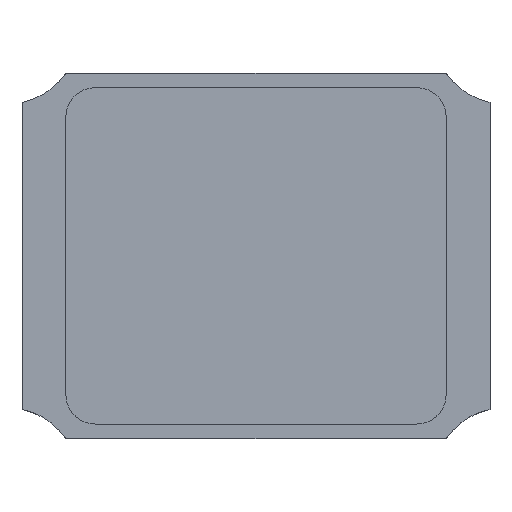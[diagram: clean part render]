
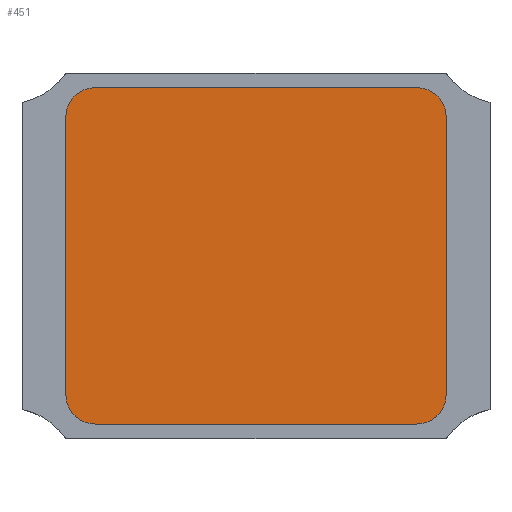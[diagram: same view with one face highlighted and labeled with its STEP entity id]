
A CAD part, top view. The second image highlights one B-rep face of the part: STEP entity #451.
In plain terms, the highlighted planar face has unit normal (0, 0, 1).
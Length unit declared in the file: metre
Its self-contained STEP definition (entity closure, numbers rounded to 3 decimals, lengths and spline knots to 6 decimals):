
#185 = EDGE_CURVE( '', #507, #508, #509, .T. );
#213 = EDGE_CURVE( '', #555, #556, #557, .T. );
#257 = EDGE_CURVE( '', #629, #630, #631, .T. );
#335 = EDGE_CURVE( '', #738, #500, #739, .T. );
#341 = EDGE_CURVE( '', #500, #507, #747, .T. );
#399 = EDGE_CURVE( '', #630, #555, #816, .T. );
#433 = EDGE_CURVE( '', #508, #629, #852, .T. );
#443 = EDGE_CURVE( '', #556, #738, #863, .T. );
#451 = ADVANCED_FACE( '', ( #871 ), #872, .F. );
#500 = VERTEX_POINT( '', #920 );
#507 = VERTEX_POINT( '', #931 );
#508 = VERTEX_POINT( '', #932 );
#509 = CIRCLE( '', #933, 0.0002 );
#555 = VERTEX_POINT( '', #999 );
#556 = VERTEX_POINT( '', #1000 );
#557 = CIRCLE( '', #1001, 0.0002 );
#629 = VERTEX_POINT( '', #1099 );
#630 = VERTEX_POINT( '', #1100 );
#631 = CIRCLE( '', #1101, 0.0002 );
#738 = VERTEX_POINT( '', #1253 );
#739 = CIRCLE( '', #1254, 0.0002 );
#747 = LINE( '', #1264, #1265 );
#816 = LINE( '', #1372, #1373 );
#852 = LINE( '', #1437, #1438 );
#863 = LINE( '', #1455, #1456 );
#871 = FACE_OUTER_BOUND( '', #1469, .T. );
#872 = PLANE( '', #1470 );
#920 = CARTESIAN_POINT( '', ( 0.0013, -0.000959, 0.001019 ) );
#931 = CARTESIAN_POINT( '', ( 0.0013, 0.000941, 0.001019 ) );
#932 = CARTESIAN_POINT( '', ( 0.0011, 0.001141, 0.001019 ) );
#933 = AXIS2_PLACEMENT_3D( '', #1514, #1515, #1516 );
#999 = CARTESIAN_POINT( '', ( -0.0013, -0.000959, 0.001019 ) );
#1000 = CARTESIAN_POINT( '', ( -0.0011, -0.001159, 0.001019 ) );
#1001 = AXIS2_PLACEMENT_3D( '', #1557, #1558, #1559 );
#1099 = CARTESIAN_POINT( '', ( -0.0011, 0.001141, 0.001019 ) );
#1100 = CARTESIAN_POINT( '', ( -0.0013, 0.000941, 0.001019 ) );
#1101 = AXIS2_PLACEMENT_3D( '', #1665, #1666, #1667 );
#1253 = CARTESIAN_POINT( '', ( 0.0011, -0.001159, 0.001019 ) );
#1254 = AXIS2_PLACEMENT_3D( '', #1827, #1828, #1829 );
#1264 = CARTESIAN_POINT( '', ( 0.0013, -0.000959, 0.001019 ) );
#1265 = VECTOR( '', #1841, 1. );
#1372 = CARTESIAN_POINT( '', ( -0.0013, -0.000959, 0.001019 ) );
#1373 = VECTOR( '', #1937, 1. );
#1437 = CARTESIAN_POINT( '', ( -0.0011, 0.001141, 0.001019 ) );
#1438 = VECTOR( '', #1967, 1. );
#1455 = CARTESIAN_POINT( '', ( -0.0011, -0.001159, 0.001019 ) );
#1456 = VECTOR( '', #1981, 1. );
#1469 = EDGE_LOOP( '', ( #1988, #1989, #1990, #1991, #1992, #1993, #1994, #1995 ) );
#1470 = AXIS2_PLACEMENT_3D( '', #1996, #1997, #1998 );
#1514 = CARTESIAN_POINT( '', ( 0.0011, 0.000941, 0.001019 ) );
#1515 = DIRECTION( '', ( 0., 0., 1. ) );
#1516 = DIRECTION( '', ( 0., 1., 0. ) );
#1557 = CARTESIAN_POINT( '', ( -0.0011, -0.000959, 0.001019 ) );
#1558 = DIRECTION( '', ( 0., 0., 1. ) );
#1559 = DIRECTION( '', ( 0., 1., 0. ) );
#1665 = CARTESIAN_POINT( '', ( -0.0011, 0.000941, 0.001019 ) );
#1666 = DIRECTION( '', ( 0., 0., 1. ) );
#1667 = DIRECTION( '', ( 0., 1., 0. ) );
#1827 = CARTESIAN_POINT( '', ( 0.0011, -0.000959, 0.001019 ) );
#1828 = DIRECTION( '', ( 0., 0., 1. ) );
#1829 = DIRECTION( '', ( 0., 1., 0. ) );
#1841 = DIRECTION( '', ( 0., 1., 0. ) );
#1937 = DIRECTION( '', ( 0., -1., 0. ) );
#1967 = DIRECTION( '', ( -1., 0., 0. ) );
#1981 = DIRECTION( '', ( 1., 0., 0. ) );
#1988 = ORIENTED_EDGE( '', *, *, #335, .T. );
#1989 = ORIENTED_EDGE( '', *, *, #341, .T. );
#1990 = ORIENTED_EDGE( '', *, *, #185, .T. );
#1991 = ORIENTED_EDGE( '', *, *, #433, .T. );
#1992 = ORIENTED_EDGE( '', *, *, #257, .T. );
#1993 = ORIENTED_EDGE( '', *, *, #399, .T. );
#1994 = ORIENTED_EDGE( '', *, *, #213, .T. );
#1995 = ORIENTED_EDGE( '', *, *, #443, .T. );
#1996 = CARTESIAN_POINT( '', ( 0.0011, -0.000959, 0.001019 ) );
#1997 = DIRECTION( '', ( 0., 0., -1. ) );
#1998 = DIRECTION( '', ( 0., -1., 0. ) );
